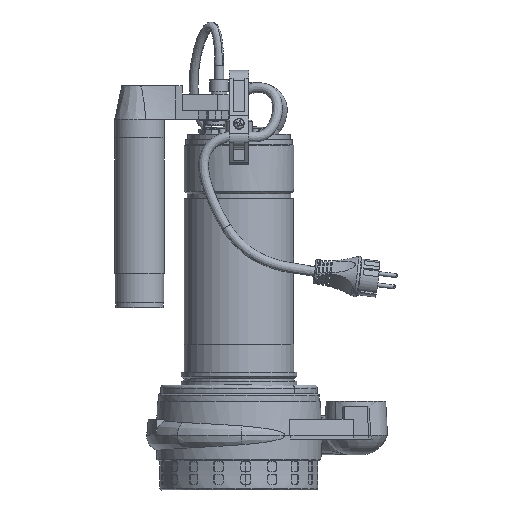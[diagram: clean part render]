
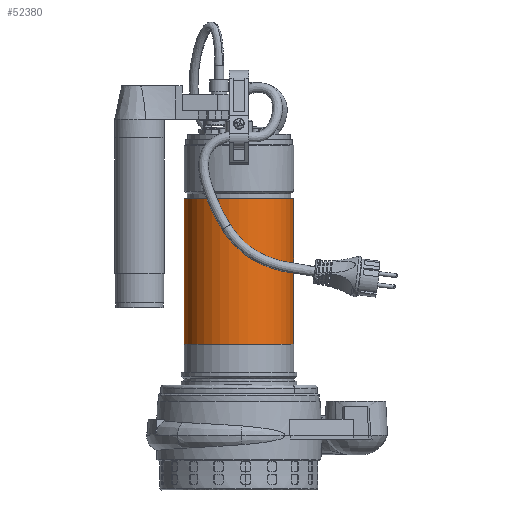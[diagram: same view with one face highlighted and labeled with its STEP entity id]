
A CAD part, front view. The second image highlights one B-rep face of the part: STEP entity #52380.
In plain terms, the highlighted cylindrical face has radius 56 mm (diameter 112 mm), a partial arc.
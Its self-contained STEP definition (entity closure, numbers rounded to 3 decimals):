
#890 = CARTESIAN_POINT ( 'NONE',  ( 0., 200., -56. ) ) ;
#7268 = DIRECTION ( 'NONE',  ( 0., 0., -1. ) ) ;
#8239 = FACE_OUTER_BOUND ( 'NONE', #45372, .T. ) ;
#10804 = DIRECTION ( 'NONE',  ( 0., -1., 0. ) ) ;
#14473 = VERTEX_POINT ( 'NONE', #22094 ) ;
#16960 = VERTEX_POINT ( 'NONE', #890 ) ;
#22094 = CARTESIAN_POINT ( 'NONE',  ( 0., 51., -56. ) ) ;
#25477 = EDGE_CURVE ( 'NONE', #77961, #14473, #56108, .T. ) ;
#27726 = CARTESIAN_POINT ( 'NONE',  ( 0., 200., -56. ) ) ;
#31937 = CARTESIAN_POINT ( 'NONE',  ( 0., 200., 0. ) ) ;
#34256 = CARTESIAN_POINT ( 'NONE',  ( 0., 51., 0. ) ) ;
#34895 = CARTESIAN_POINT ( 'NONE',  ( 0., 200., 56. ) ) ;
#35262 = VERTEX_POINT ( 'NONE', #34895 ) ;
#35299 = ORIENTED_EDGE ( 'NONE', *, *, #58654, .T. ) ;
#37009 = LINE ( 'NONE', #27726, #52216 ) ;
#38956 = ORIENTED_EDGE ( 'NONE', *, *, #77535, .F. ) ;
#40289 = AXIS2_PLACEMENT_3D ( 'NONE', #34256, #67541, #7268 ) ;
#45372 = EDGE_LOOP ( 'NONE', ( #84364, #35299, #55694, #38956 ) ) ;
#46402 = AXIS2_PLACEMENT_3D ( 'NONE', #63070, #83300, #49146 ) ;
#46662 = DIRECTION ( 'NONE',  ( 0., -1., 0. ) ) ;
#46752 = DIRECTION ( 'NONE',  ( 0., 0., -1. ) ) ;
#49146 = DIRECTION ( 'NONE',  ( 0., 0., -1. ) ) ;
#51058 = CIRCLE ( 'NONE', #69759, 56. ) ;
#52216 = VECTOR ( 'NONE', #77914, 1000. ) ;
#52380 = ADVANCED_FACE ( 'NONE', ( #8239 ), #69829, .T. ) ;
#54023 = VECTOR ( 'NONE', #46662, 1000. ) ;
#55694 = ORIENTED_EDGE ( 'NONE', *, *, #25477, .T. ) ;
#56108 = CIRCLE ( 'NONE', #40289, 56. ) ;
#57754 = EDGE_CURVE ( 'NONE', #16960, #35262, #51058, .T. ) ;
#58654 = EDGE_CURVE ( 'NONE', #35262, #77961, #59693, .T. ) ;
#59693 = LINE ( 'NONE', #72750, #54023 ) ;
#63070 = CARTESIAN_POINT ( 'NONE',  ( 0., 200., 0. ) ) ;
#67541 = DIRECTION ( 'NONE',  ( 0., 1., 0. ) ) ;
#69759 = AXIS2_PLACEMENT_3D ( 'NONE', #31937, #10804, #46752 ) ;
#69829 = CYLINDRICAL_SURFACE ( 'NONE', #46402, 56. ) ;
#72750 = CARTESIAN_POINT ( 'NONE',  ( 0., 200., 56. ) ) ;
#75939 = CARTESIAN_POINT ( 'NONE',  ( 0., 51., 56. ) ) ;
#77535 = EDGE_CURVE ( 'NONE', #16960, #14473, #37009, .T. ) ;
#77914 = DIRECTION ( 'NONE',  ( 0., -1., 0. ) ) ;
#77961 = VERTEX_POINT ( 'NONE', #75939 ) ;
#83300 = DIRECTION ( 'NONE',  ( 0., -1., 0. ) ) ;
#84364 = ORIENTED_EDGE ( 'NONE', *, *, #57754, .T. ) ;
